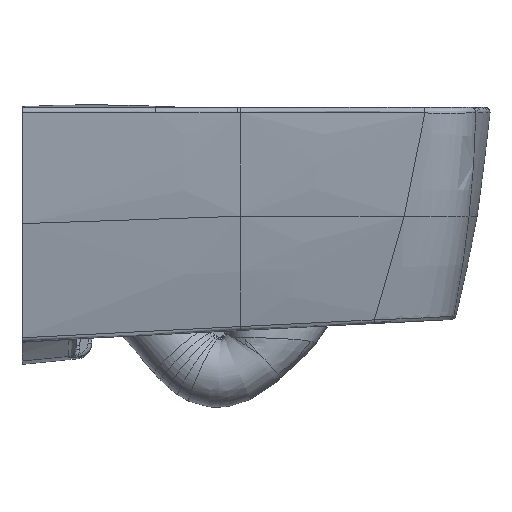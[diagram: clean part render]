
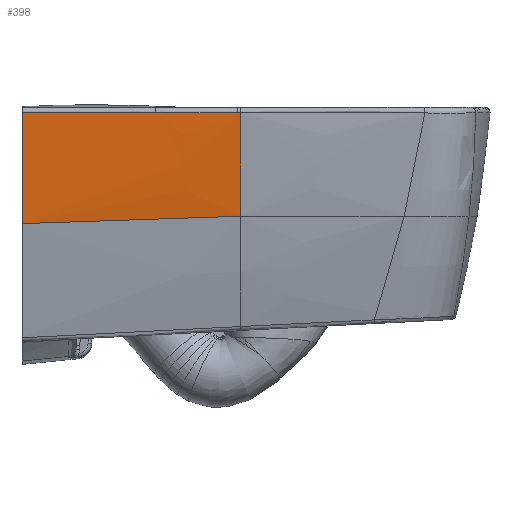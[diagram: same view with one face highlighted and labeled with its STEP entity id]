
A CAD part, left-side view. The second image highlights one B-rep face of the part: STEP entity #398.
In plain terms, the highlighted free-form (B-spline) face has degree [3, 3] with [10, 5] control points.
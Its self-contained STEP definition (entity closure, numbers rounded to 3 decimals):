
#398=ADVANCED_FACE('',(#805),#603,.T.);
#603=B_SPLINE_SURFACE_WITH_KNOTS('',3,3,((#46920,#46921,#46922,#46923,#46924),
(#46925,#46926,#46927,#46928,#46929),(#46930,#46931,#46932,#46933,#46934),
(#46935,#46936,#46937,#46938,#46939),(#46940,#46941,#46942,#46943,#46944),
(#46945,#46946,#46947,#46948,#46949),(#46950,#46951,#46952,#46953,#46954),
(#46955,#46956,#46957,#46958,#46959),(#46960,#46961,#46962,#46963,#46964),
(#46965,#46966,#46967,#46968,#46969)),.UNSPECIFIED.,.F.,.F.,.F.,(4,2,2,
2,4),(4,1,4),(0.,0.26,0.52,0.779,
1.),(0.,0.25,1.),.UNSPECIFIED.);
#805=FACE_OUTER_BOUND('',#1100,.T.);
#1100=EDGE_LOOP('',(#2090,#2091,#2092,#2093,#2094,#2095));
#2090=ORIENTED_EDGE('',*,*,#3677,.T.);
#2091=ORIENTED_EDGE('',*,*,#3678,.T.);
#2092=ORIENTED_EDGE('',*,*,#3679,.F.);
#2093=ORIENTED_EDGE('',*,*,#3672,.F.);
#2094=ORIENTED_EDGE('',*,*,#3680,.T.);
#2095=ORIENTED_EDGE('',*,*,#3681,.T.);
#3054=VERTEX_POINT('',#46506);
#3055=VERTEX_POINT('',#46515);
#3058=VERTEX_POINT('',#46884);
#3059=VERTEX_POINT('',#46885);
#3060=VERTEX_POINT('',#46896);
#3061=VERTEX_POINT('',#46909);
#3672=EDGE_CURVE('',#3054,#3055,#4374,.T.);
#3677=EDGE_CURVE('',#3058,#3059,#4379,.T.);
#3678=EDGE_CURVE('',#3059,#3060,#4380,.T.);
#3679=EDGE_CURVE('',#3055,#3060,#4381,.T.);
#3680=EDGE_CURVE('',#3054,#3061,#4382,.T.);
#3681=EDGE_CURVE('',#3061,#3058,#4383,.T.);
#4374=B_SPLINE_CURVE_WITH_KNOTS('',3,(#46507,#46508,#46509,#46510,#46511,
#46512,#46513,#46514),.UNSPECIFIED.,.F.,.F.,(4,2,2,4),(0.,0.25,0.5,1.),
 .UNSPECIFIED.);
#4379=B_SPLINE_CURVE_WITH_KNOTS('',3,(#46880,#46881,#46882,#46883),
 .UNSPECIFIED.,.F.,.F.,(4,4),(0.,1.),.UNSPECIFIED.);
#4380=B_SPLINE_CURVE_WITH_KNOTS('',3,(#46886,#46887,#46888,#46889,#46890,
#46891,#46892,#46893,#46894,#46895),.UNSPECIFIED.,.F.,.F.,(4,2,2,2,4),(0.,
0.216,0.477,0.739,1.),.UNSPECIFIED.);
#4381=B_SPLINE_CURVE_WITH_KNOTS('',3,(#46897,#46898,#46899,#46900,#46901),
 .UNSPECIFIED.,.F.,.F.,(4,1,4),(0.,0.25,1.),.UNSPECIFIED.);
#4382=B_SPLINE_CURVE_WITH_KNOTS('',3,(#46902,#46903,#46904,#46905,#46906,
#46907,#46908),.UNSPECIFIED.,.F.,.F.,(4,3,4),(0.,0.491,1.),
 .UNSPECIFIED.);
#4383=B_SPLINE_CURVE_WITH_KNOTS('',3,(#46910,#46911,#46912,#46913,#46914,
#46915,#46916,#46917,#46918,#46919),.UNSPECIFIED.,.F.,.F.,(4,3,3,4),(0.,
0.341,0.67,1.),.UNSPECIFIED.);
#46506=CARTESIAN_POINT('',(-185.731,-261.377,-6.301));
#46507=CARTESIAN_POINT('',(-185.731,-261.377,-6.301));
#46508=CARTESIAN_POINT('',(-185.211,-261.377,-16.664));
#46509=CARTESIAN_POINT('',(-184.351,-261.377,-26.994));
#46510=CARTESIAN_POINT('',(-182.655,-261.378,-47.654));
#46511=CARTESIAN_POINT('',(-181.755,-261.378,-57.979));
#46512=CARTESIAN_POINT('',(-178.604,-261.379,-88.911));
#46513=CARTESIAN_POINT('',(-175.986,-261.38,-109.479));
#46514=CARTESIAN_POINT('',(-172.899,-261.38,-130.));
#46515=CARTESIAN_POINT('',(-172.899,-261.38,-130.));
#46880=CARTESIAN_POINT('',(-184.903,-160.07,-6.132));
#46881=CARTESIAN_POINT('',(-184.11,-106.707,-5.946));
#46882=CARTESIAN_POINT('',(-182.861,-53.353,-5.977));
#46883=CARTESIAN_POINT('',(-181.558,0.,-6.074));
#46884=CARTESIAN_POINT('',(-184.903,-160.07,-6.132));
#46885=CARTESIAN_POINT('',(-181.558,0.,-6.074));
#46886=CARTESIAN_POINT('',(-181.558,0.,-6.074));
#46887=CARTESIAN_POINT('',(-181.307,0.,-15.676));
#46888=CARTESIAN_POINT('',(-180.96,0.,-25.267));
#46889=CARTESIAN_POINT('',(-179.979,0.,-46.449));
#46890=CARTESIAN_POINT('',(-179.299,0.,-58.034));
#46891=CARTESIAN_POINT('',(-177.657,0.,-81.172));
#46892=CARTESIAN_POINT('',(-176.694,0.,-92.723));
#46893=CARTESIAN_POINT('',(-174.486,0.,-115.793));
#46894=CARTESIAN_POINT('',(-173.24,0.,-127.31));
#46895=CARTESIAN_POINT('',(-171.852,0.,-138.811));
#46896=CARTESIAN_POINT('',(-171.852,0.,-138.811));
#46897=CARTESIAN_POINT('',(-172.899,-261.38,-130.));
#46898=CARTESIAN_POINT('',(-173.226,-239.6,-130.738));
#46899=CARTESIAN_POINT('',(-173.986,-150.464,-133.689));
#46900=CARTESIAN_POINT('',(-172.954,-59.31,-136.63));
#46901=CARTESIAN_POINT('',(-171.852,0.,-138.811));
#46902=CARTESIAN_POINT('',(-185.731,-261.377,-6.3));
#46903=CARTESIAN_POINT('',(-185.731,-260.685,-6.3));
#46904=CARTESIAN_POINT('',(-185.732,-259.993,-6.299));
#46905=CARTESIAN_POINT('',(-185.732,-259.301,-6.299));
#46906=CARTESIAN_POINT('',(-185.732,-258.585,-6.298));
#46907=CARTESIAN_POINT('',(-185.731,-257.869,-6.298));
#46908=CARTESIAN_POINT('',(-185.731,-257.153,-6.297));
#46909=CARTESIAN_POINT('',(-185.731,-257.153,-6.297));
#46910=CARTESIAN_POINT('',(-185.731,-257.153,-6.297));
#46911=CARTESIAN_POINT('',(-185.726,-246.124,-6.289));
#46912=CARTESIAN_POINT('',(-185.682,-235.096,-6.281));
#46913=CARTESIAN_POINT('',(-185.61,-224.068,-6.269));
#46914=CARTESIAN_POINT('',(-185.539,-213.401,-6.257));
#46915=CARTESIAN_POINT('',(-185.442,-202.733,-6.242));
#46916=CARTESIAN_POINT('',(-185.322,-192.066,-6.22));
#46917=CARTESIAN_POINT('',(-185.203,-181.4,-6.198));
#46918=CARTESIAN_POINT('',(-185.062,-170.735,-6.168));
#46919=CARTESIAN_POINT('',(-184.903,-160.07,-6.131));
#46920=CARTESIAN_POINT('',(-172.899,-261.38,-130.));
#46921=CARTESIAN_POINT('',(-173.226,-239.6,-130.738));
#46922=CARTESIAN_POINT('',(-173.986,-150.464,-133.689));
#46923=CARTESIAN_POINT('',(-172.954,-59.31,-136.63));
#46924=CARTESIAN_POINT('',(-171.852,0.,-138.811));
#46925=CARTESIAN_POINT('',(-174.521,-261.38,-119.22));
#46926=CARTESIAN_POINT('',(-174.824,-239.599,-119.897));
#46927=CARTESIAN_POINT('',(-175.484,-150.299,-122.608));
#46928=CARTESIAN_POINT('',(-174.36,-58.821,-125.31));
#46929=CARTESIAN_POINT('',(-173.24,0.,-127.31));
#46930=CARTESIAN_POINT('',(-176.005,-261.379,-108.426));
#46931=CARTESIAN_POINT('',(-176.284,-239.598,-109.043));
#46932=CARTESIAN_POINT('',(-176.841,-150.135,-111.512));
#46933=CARTESIAN_POINT('',(-175.624,-58.332,-113.974));
#46934=CARTESIAN_POINT('',(-174.486,0.,-115.793));
#46935=CARTESIAN_POINT('',(-178.717,-261.379,-86.812));
#46936=CARTESIAN_POINT('',(-178.944,-239.597,-87.307));
#46937=CARTESIAN_POINT('',(-179.283,-149.806,-89.29));
#46938=CARTESIAN_POINT('',(-177.866,-57.355,-91.269));
#46939=CARTESIAN_POINT('',(-176.694,0.,-92.723));
#46940=CARTESIAN_POINT('',(-179.945,-261.378,-75.993));
#46941=CARTESIAN_POINT('',(-180.145,-239.596,-76.427));
#46942=CARTESIAN_POINT('',(-180.371,-149.642,-78.165));
#46943=CARTESIAN_POINT('',(-178.847,-56.866,-79.9));
#46944=CARTESIAN_POINT('',(-177.657,0.,-81.172));
#46945=CARTESIAN_POINT('',(-182.093,-261.378,-54.322));
#46946=CARTESIAN_POINT('',(-182.241,-239.594,-54.634));
#46947=CARTESIAN_POINT('',(-182.251,-149.313,-55.883));
#46948=CARTESIAN_POINT('',(-180.532,-55.888,-57.13));
#46949=CARTESIAN_POINT('',(-179.299,0.,-58.034));
#46950=CARTESIAN_POINT('',(-183.008,-261.377,-43.471));
#46951=CARTESIAN_POINT('',(-183.129,-239.594,-43.721));
#46952=CARTESIAN_POINT('',(-183.031,-149.149,-44.725));
#46953=CARTESIAN_POINT('',(-181.227,-55.4,-45.728));
#46954=CARTESIAN_POINT('',(-179.979,0.,-46.449));
#46955=CARTESIAN_POINT('',(-184.631,-261.377,-23.401));
#46956=CARTESIAN_POINT('',(-184.689,-239.593,-23.535));
#46957=CARTESIAN_POINT('',(-184.311,-148.845,-24.076));
#46958=CARTESIAN_POINT('',(-182.242,-54.496,-24.617));
#46959=CARTESIAN_POINT('',(-180.973,0.,-24.995));
#46960=CARTESIAN_POINT('',(-185.362,-261.377,-14.184));
#46961=CARTESIAN_POINT('',(-185.388,-239.592,-14.264));
#46962=CARTESIAN_POINT('',(-184.86,-148.705,-14.59));
#46963=CARTESIAN_POINT('',(-182.618,-54.081,-14.915));
#46964=CARTESIAN_POINT('',(-181.327,0.,-15.132));
#46965=CARTESIAN_POINT('',(-185.797,-261.377,-4.937));
#46966=CARTESIAN_POINT('',(-185.801,-239.592,-4.965));
#46967=CARTESIAN_POINT('',(-185.192,-148.566,-5.081));
#46968=CARTESIAN_POINT('',(-182.891,-53.666,-5.198));
#46969=CARTESIAN_POINT('',(-181.579,0.,-5.257));
